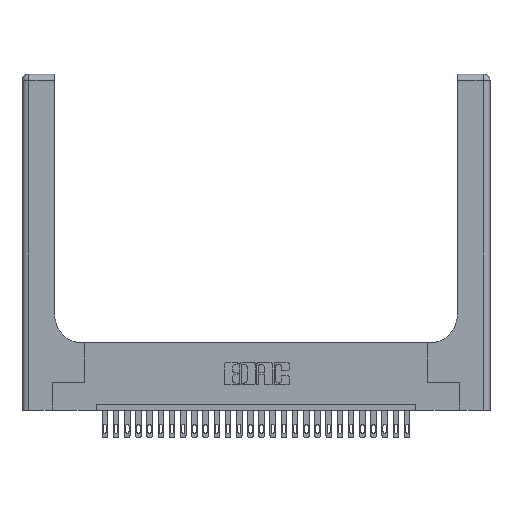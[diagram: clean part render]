
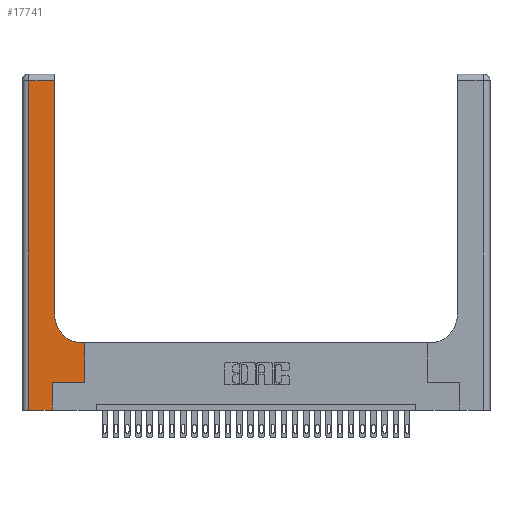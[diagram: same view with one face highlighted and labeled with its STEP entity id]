
A CAD part, top view. The second image highlights one B-rep face of the part: STEP entity #17741.
In plain terms, the highlighted planar face has unit normal (0, 0, 1).
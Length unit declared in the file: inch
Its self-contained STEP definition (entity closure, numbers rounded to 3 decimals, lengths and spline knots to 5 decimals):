
#268 = DIRECTION ( 'NONE',  ( 0., 1., 0. ) ) ;
#294 = VECTOR ( 'NONE', #14815, 39.37008 ) ;
#302 = PLANE ( 'NONE',  #20379 ) ;
#760 = ORIENTED_EDGE ( 'NONE', *, *, #2719, .T. ) ;
#830 = CARTESIAN_POINT ( 'NONE',  ( 0., 0., 0.37 ) ) ;
#927 = CARTESIAN_POINT ( 'NONE',  ( 0.5415, 0.6, 0.37 ) ) ;
#957 = LINE ( 'NONE', #9010, #12869 ) ;
#1531 = CARTESIAN_POINT ( 'NONE',  ( 0.2915, 0.85, 0.37 ) ) ;
#2054 = DIRECTION ( 'NONE',  ( 0., 0., -1. ) ) ;
#2117 = LINE ( 'NONE', #22648, #14722 ) ;
#2674 = EDGE_CURVE ( 'NONE', #21129, #26064, #2709, .T. ) ;
#2709 = LINE ( 'NONE', #830, #13592 ) ;
#2719 = EDGE_CURVE ( 'NONE', #13928, #5213, #13231, .T. ) ;
#3092 = EDGE_CURVE ( 'NONE', #13568, #16317, #17338, .T. ) ;
#3983 = CARTESIAN_POINT ( 'NONE',  ( 0.5585, 0.6, 0.37 ) ) ;
#4144 = ORIENTED_EDGE ( 'NONE', *, *, #16664, .T. ) ;
#5187 = CARTESIAN_POINT ( 'NONE',  ( 0.269, 0., 0.37 ) ) ;
#5213 = VERTEX_POINT ( 'NONE', #22247 ) ;
#6607 = DIRECTION ( 'NONE',  ( 1., 0., 0. ) ) ;
#7286 = CARTESIAN_POINT ( 'NONE',  ( 0.2915, 3., 0.37 ) ) ;
#7587 = DIRECTION ( 'NONE',  ( 1., 0., 0. ) ) ;
#8087 = VERTEX_POINT ( 'NONE', #27944 ) ;
#8441 = CARTESIAN_POINT ( 'NONE',  ( 0.2915, 2.94, 0.37 ) ) ;
#8860 = DIRECTION ( 'NONE',  ( 0., 0., -1. ) ) ;
#9010 = CARTESIAN_POINT ( 'NONE',  ( 0.5585, 0.25, 0.37 ) ) ;
#9349 = DIRECTION ( 'NONE',  ( -1., 0., 0. ) ) ;
#10401 = VERTEX_POINT ( 'NONE', #14343 ) ;
#10964 = CARTESIAN_POINT ( 'NONE',  ( 0., 2.94, 0.37 ) ) ;
#11076 = DIRECTION ( 'NONE',  ( 0., -1., 0. ) ) ;
#11204 = DIRECTION ( 'NONE',  ( -1., 0., 0. ) ) ;
#11925 = DIRECTION ( 'NONE',  ( 0., 1., 0. ) ) ;
#12454 = EDGE_CURVE ( 'NONE', #26064, #10401, #26824, .T. ) ;
#12582 = VECTOR ( 'NONE', #11076, 39.37008 ) ;
#12655 = CARTESIAN_POINT ( 'NONE',  ( 0.06, 3., 0.37 ) ) ;
#12869 = VECTOR ( 'NONE', #268, 39.37008 ) ;
#13193 = ORIENTED_EDGE ( 'NONE', *, *, #22020, .T. ) ;
#13231 = LINE ( 'NONE', #10964, #14621 ) ;
#13568 = VERTEX_POINT ( 'NONE', #927 ) ;
#13592 = VECTOR ( 'NONE', #28030, 39.37008 ) ;
#13720 = EDGE_CURVE ( 'NONE', #8087, #20064, #957, .T. ) ;
#13887 = ORIENTED_EDGE ( 'NONE', *, *, #2674, .T. ) ;
#13928 = VERTEX_POINT ( 'NONE', #8441 ) ;
#13996 = ORIENTED_EDGE ( 'NONE', *, *, #26903, .T. ) ;
#14343 = CARTESIAN_POINT ( 'NONE',  ( 0.269, 0.25, 0.37 ) ) ;
#14621 = VECTOR ( 'NONE', #9349, 39.37008 ) ;
#14722 = VECTOR ( 'NONE', #7587, 39.37008 ) ;
#14815 = DIRECTION ( 'NONE',  ( -1., 0., 0. ) ) ;
#15185 = CARTESIAN_POINT ( 'NONE',  ( 0.5415, 0.85, 0.37 ) ) ;
#15987 = AXIS2_PLACEMENT_3D ( 'NONE', #15185, #2054, #6607 ) ;
#16317 = VERTEX_POINT ( 'NONE', #1531 ) ;
#16529 = EDGE_CURVE ( 'NONE', #5213, #21129, #19073, .T. ) ;
#16664 = EDGE_CURVE ( 'NONE', #16317, #13928, #26420, .T. ) ;
#17338 = CIRCLE ( 'NONE', #15987, 0.25 ) ;
#17741 = ADVANCED_FACE ( 'NONE', ( #24338 ), #302, .F. ) ;
#18118 = ORIENTED_EDGE ( 'NONE', *, *, #16529, .T. ) ;
#19073 = LINE ( 'NONE', #12655, #12582 ) ;
#20064 = VERTEX_POINT ( 'NONE', #3983 ) ;
#20379 = AXIS2_PLACEMENT_3D ( 'NONE', #22013, #8860, #11204 ) ;
#20646 = CARTESIAN_POINT ( 'NONE',  ( 0.06, 0., 0.37 ) ) ;
#21129 = VERTEX_POINT ( 'NONE', #20646 ) ;
#21860 = ORIENTED_EDGE ( 'NONE', *, *, #12454, .T. ) ;
#22010 = LINE ( 'NONE', #23363, #294 ) ;
#22013 = CARTESIAN_POINT ( 'NONE',  ( 0., 3., 0.37 ) ) ;
#22020 = EDGE_CURVE ( 'NONE', #20064, #13568, #22010, .T. ) ;
#22125 = CARTESIAN_POINT ( 'NONE',  ( 0.269, 0., 0.37 ) ) ;
#22247 = CARTESIAN_POINT ( 'NONE',  ( 0.06, 2.94, 0.37 ) ) ;
#22351 = VECTOR ( 'NONE', #11925, 39.37008 ) ;
#22648 = CARTESIAN_POINT ( 'NONE',  ( 0.269, 0.25, 0.37 ) ) ;
#23363 = CARTESIAN_POINT ( 'NONE',  ( 0.2915, 0.6, 0.37 ) ) ;
#23481 = ORIENTED_EDGE ( 'NONE', *, *, #13720, .T. ) ;
#24338 = FACE_OUTER_BOUND ( 'NONE', #25920, .T. ) ;
#25490 = VECTOR ( 'NONE', #27272, 39.37008 ) ;
#25920 = EDGE_LOOP ( 'NONE', ( #4144, #760, #18118, #13887, #21860, #13996, #23481, #13193, #26336 ) ) ;
#26064 = VERTEX_POINT ( 'NONE', #22125 ) ;
#26336 = ORIENTED_EDGE ( 'NONE', *, *, #3092, .T. ) ;
#26420 = LINE ( 'NONE', #7286, #22351 ) ;
#26824 = LINE ( 'NONE', #5187, #25490 ) ;
#26903 = EDGE_CURVE ( 'NONE', #10401, #8087, #2117, .T. ) ;
#27272 = DIRECTION ( 'NONE',  ( 0., 1., 0. ) ) ;
#27944 = CARTESIAN_POINT ( 'NONE',  ( 0.5585, 0.25, 0.37 ) ) ;
#28030 = DIRECTION ( 'NONE',  ( 1., 0., 0. ) ) ;
